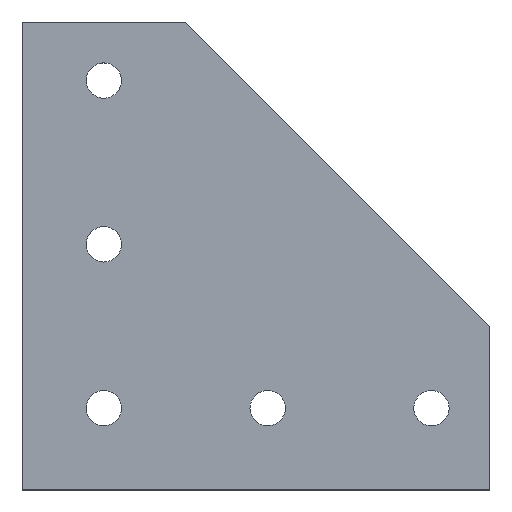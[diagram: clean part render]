
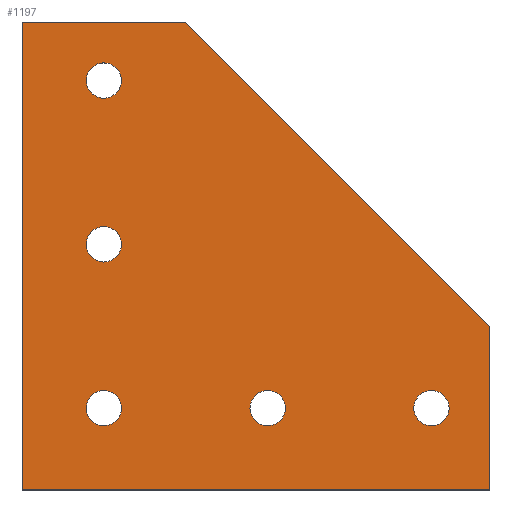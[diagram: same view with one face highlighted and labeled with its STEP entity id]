
A CAD part, top view. The second image highlights one B-rep face of the part: STEP entity #1197.
In plain terms, the highlighted planar face has unit normal (0, 0, 1).
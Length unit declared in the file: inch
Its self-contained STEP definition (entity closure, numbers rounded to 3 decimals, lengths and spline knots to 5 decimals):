
#652=CARTESIAN_POINT('',(4.107,-0.713,0.5));
#653=VERTEX_POINT('',#652);
#662=CARTESIAN_POINT('',(3.767,-0.713,0.5));
#663=VERTEX_POINT('',#662);
#664=CARTESIAN_POINT('',(3.937,-0.713,0.5));
#665=DIRECTION('',(0.0,0.0,-1.0));
#666=DIRECTION('',(1.0,0.0,0.0));
#667=AXIS2_PLACEMENT_3D('',#664,#665,#666);
#668=CIRCLE('',#667,0.17);
#669=EDGE_CURVE('',#663,#653,#668,.T.);
#694=CARTESIAN_POINT('',(0.957,2.437,0.5));
#695=VERTEX_POINT('',#694);
#704=CARTESIAN_POINT('',(0.617,2.437,0.5));
#705=VERTEX_POINT('',#704);
#706=CARTESIAN_POINT('',(0.787,2.437,0.5));
#707=DIRECTION('',(0.0,0.0,-1.0));
#708=DIRECTION('',(1.0,0.0,0.0));
#709=AXIS2_PLACEMENT_3D('',#706,#707,#708);
#710=CIRCLE('',#709,0.17);
#711=EDGE_CURVE('',#705,#695,#710,.T.);
#736=CARTESIAN_POINT('',(0.957,-0.713,0.5));
#737=VERTEX_POINT('',#736);
#746=CARTESIAN_POINT('',(0.617,-0.713,0.5));
#747=VERTEX_POINT('',#746);
#748=CARTESIAN_POINT('',(0.787,-0.713,0.5));
#749=DIRECTION('',(0.0,0.0,-1.0));
#750=DIRECTION('',(1.0,0.0,0.0));
#751=AXIS2_PLACEMENT_3D('',#748,#749,#750);
#752=CIRCLE('',#751,0.17);
#753=EDGE_CURVE('',#747,#737,#752,.T.);
#778=CARTESIAN_POINT('',(0.957,0.862,0.5));
#779=VERTEX_POINT('',#778);
#788=CARTESIAN_POINT('',(0.617,0.862,0.5));
#789=VERTEX_POINT('',#788);
#790=CARTESIAN_POINT('',(0.787,0.862,0.5));
#791=DIRECTION('',(0.0,0.0,-1.0));
#792=DIRECTION('',(1.0,0.0,0.0));
#793=AXIS2_PLACEMENT_3D('',#790,#791,#792);
#794=CIRCLE('',#793,0.17);
#795=EDGE_CURVE('',#789,#779,#794,.T.);
#820=CARTESIAN_POINT('',(2.532,-0.713,0.5));
#821=VERTEX_POINT('',#820);
#830=CARTESIAN_POINT('',(2.192,-0.713,0.5));
#831=VERTEX_POINT('',#830);
#832=CARTESIAN_POINT('',(2.362,-0.713,0.5));
#833=DIRECTION('',(0.0,0.0,-1.0));
#834=DIRECTION('',(1.0,0.0,0.0));
#835=AXIS2_PLACEMENT_3D('',#832,#833,#834);
#836=CIRCLE('',#835,0.17);
#837=EDGE_CURVE('',#831,#821,#836,.T.);
#871=CARTESIAN_POINT('',(2.362,-0.713,0.5));
#872=DIRECTION('',(0.0,0.0,-1.0));
#873=DIRECTION('',(1.0,0.0,0.0));
#874=AXIS2_PLACEMENT_3D('',#871,#872,#873);
#875=CIRCLE('',#874,0.17);
#876=EDGE_CURVE('',#821,#831,#875,.T.);
#895=CARTESIAN_POINT('',(0.787,0.862,0.5));
#896=DIRECTION('',(0.0,0.0,-1.0));
#897=DIRECTION('',(1.0,0.0,0.0));
#898=AXIS2_PLACEMENT_3D('',#895,#896,#897);
#899=CIRCLE('',#898,0.17);
#900=EDGE_CURVE('',#779,#789,#899,.T.);
#919=CARTESIAN_POINT('',(0.787,-0.713,0.5));
#920=DIRECTION('',(0.0,0.0,-1.0));
#921=DIRECTION('',(1.0,0.0,0.0));
#922=AXIS2_PLACEMENT_3D('',#919,#920,#921);
#923=CIRCLE('',#922,0.17);
#924=EDGE_CURVE('',#737,#747,#923,.T.);
#943=CARTESIAN_POINT('',(0.787,2.437,0.5));
#944=DIRECTION('',(0.0,0.0,-1.0));
#945=DIRECTION('',(1.0,0.0,0.0));
#946=AXIS2_PLACEMENT_3D('',#943,#944,#945);
#947=CIRCLE('',#946,0.17);
#948=EDGE_CURVE('',#695,#705,#947,.T.);
#967=CARTESIAN_POINT('',(3.937,-0.713,0.5));
#968=DIRECTION('',(0.0,0.0,-1.0));
#969=DIRECTION('',(1.0,0.0,0.0));
#970=AXIS2_PLACEMENT_3D('',#967,#968,#969);
#971=CIRCLE('',#970,0.17);
#972=EDGE_CURVE('',#653,#663,#971,.T.);
#982=CARTESIAN_POINT('',(1.575,3.0,0.5));
#983=VERTEX_POINT('',#982);
#984=CARTESIAN_POINT('',(4.5,0.075,0.5));
#985=VERTEX_POINT('',#984);
#986=CARTESIAN_POINT('',(1.575,3.0,0.5));
#987=DIRECTION('',(0.707,-0.707,0.0));
#988=VECTOR('',#987,4.13657);
#989=LINE('',#986,#988);
#990=EDGE_CURVE('',#983,#985,#989,.T.);
#1082=CARTESIAN_POINT('',(4.5,-1.5,0.5));
#1083=VERTEX_POINT('',#1082);
#1084=CARTESIAN_POINT('',(4.5,0.075,0.5));
#1085=DIRECTION('',(0.0,-1.0,0.0));
#1086=VECTOR('',#1085,1.575);
#1087=LINE('',#1084,#1086);
#1088=EDGE_CURVE('',#985,#1083,#1087,.T.);
#1105=CARTESIAN_POINT('',(0.0,-1.5,0.5));
#1106=VERTEX_POINT('',#1105);
#1107=CARTESIAN_POINT('',(0.0,3.0,0.5));
#1108=VERTEX_POINT('',#1107);
#1109=CARTESIAN_POINT('',(0.0,-1.5,0.5));
#1110=DIRECTION('',(0.0,1.0,0.0));
#1111=VECTOR('',#1110,4.5);
#1112=LINE('',#1109,#1111);
#1113=EDGE_CURVE('',#1106,#1108,#1112,.T.);
#1139=CARTESIAN_POINT('',(0.0,3.0,0.5));
#1140=DIRECTION('',(1.0,0.0,0.0));
#1141=VECTOR('',#1140,1.575);
#1142=LINE('',#1139,#1141);
#1143=EDGE_CURVE('',#1108,#983,#1142,.T.);
#1153=CARTESIAN_POINT('',(4.5,-1.5,0.5));
#1154=DIRECTION('',(-1.0,0.0,0.0));
#1155=VECTOR('',#1154,4.5);
#1156=LINE('',#1153,#1155);
#1157=EDGE_CURVE('',#1083,#1106,#1156,.T.);
#1165=CARTESIAN_POINT('',(2.25,0.75,0.5));
#1166=DIRECTION('',(0.0,0.0,1.0));
#1167=DIRECTION('',(1.0,0.0,0.0));
#1168=AXIS2_PLACEMENT_3D('',#1165,#1166,#1167);
#1169=PLANE('',#1168);
#1170=ORIENTED_EDGE('',*,*,#990,.F.);
#1171=ORIENTED_EDGE('',*,*,#1143,.F.);
#1172=ORIENTED_EDGE('',*,*,#1113,.F.);
#1173=ORIENTED_EDGE('',*,*,#1157,.F.);
#1174=ORIENTED_EDGE('',*,*,#1088,.F.);
#1175=EDGE_LOOP('',(#1170,#1171,#1172,#1173,#1174));
#1176=FACE_OUTER_BOUND('',#1175,.T.);
#1177=ORIENTED_EDGE('',*,*,#876,.T.);
#1178=ORIENTED_EDGE('',*,*,#837,.T.);
#1179=EDGE_LOOP('',(#1177,#1178));
#1180=FACE_BOUND('',#1179,.T.);
#1181=ORIENTED_EDGE('',*,*,#900,.T.);
#1182=ORIENTED_EDGE('',*,*,#795,.T.);
#1183=EDGE_LOOP('',(#1181,#1182));
#1184=FACE_BOUND('',#1183,.T.);
#1185=ORIENTED_EDGE('',*,*,#924,.T.);
#1186=ORIENTED_EDGE('',*,*,#753,.T.);
#1187=EDGE_LOOP('',(#1185,#1186));
#1188=FACE_BOUND('',#1187,.T.);
#1189=ORIENTED_EDGE('',*,*,#948,.T.);
#1190=ORIENTED_EDGE('',*,*,#711,.T.);
#1191=EDGE_LOOP('',(#1189,#1190));
#1192=FACE_BOUND('',#1191,.T.);
#1193=ORIENTED_EDGE('',*,*,#972,.T.);
#1194=ORIENTED_EDGE('',*,*,#669,.T.);
#1195=EDGE_LOOP('',(#1193,#1194));
#1196=FACE_BOUND('',#1195,.T.);
#1197=ADVANCED_FACE('',(#1176,#1180,#1184,#1188,#1192,#1196),#1169,.T.);
